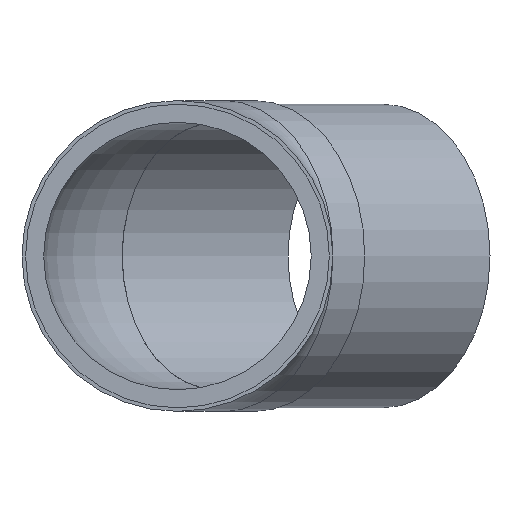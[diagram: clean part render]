
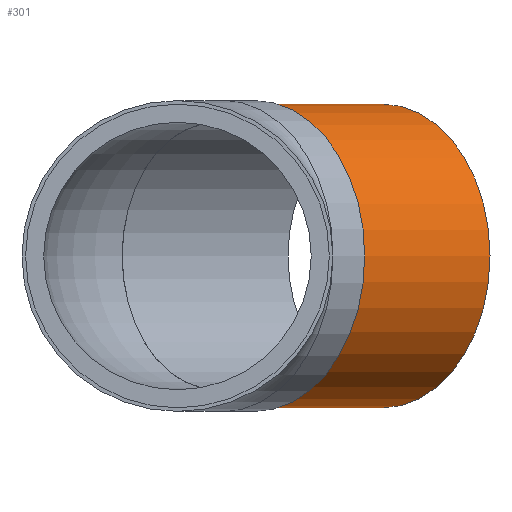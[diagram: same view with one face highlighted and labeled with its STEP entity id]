
A CAD part, front view. The second image highlights one B-rep face of the part: STEP entity #301.
In plain terms, the highlighted cylindrical face has radius 112.5 mm (diameter 225 mm), a full revolution.
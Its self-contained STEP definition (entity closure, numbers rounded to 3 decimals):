
#260=CARTESIAN_POINT('',(-22.274,136.825,0.));
#261=VERTEX_POINT('',#260);
#262=CARTESIAN_POINT('',(57.276,57.276,0.));
#263=DIRECTION('',(0.707,0.707,0.));
#264=DIRECTION('',(-0.707,0.707,0.));
#265=AXIS2_PLACEMENT_3D('',#262,#263,#264);
#266=CIRCLE('',#265,112.5);
#267=EDGE_CURVE('',#261,#261,#266,.T.);
#277=CARTESIAN_POINT('',(72.478,231.577,0.));
#278=VERTEX_POINT('',#277);
#279=CARTESIAN_POINT('',(152.028,152.028,0.));
#280=DIRECTION('',(0.707,0.707,0.));
#281=DIRECTION('',(-0.707,0.707,0.));
#282=AXIS2_PLACEMENT_3D('',#279,#280,#281);
#283=CIRCLE('',#282,112.5);
#284=EDGE_CURVE('',#278,#278,#283,.T.);
#285=ORIENTED_EDGE('',*,*,#284,.F.);
#286=CARTESIAN_POINT('',(25.102,184.201,0.));
#287=DIRECTION('',(0.707,0.707,0.));
#288=VECTOR('',#287,112.5);
#289=LINE('',#286,#288);
#290=EDGE_CURVE('',#261,#278,#289,.T.);
#291=ORIENTED_EDGE('',*,*,#290,.F.);
#292=ORIENTED_EDGE('',*,*,#267,.T.);
#293=ORIENTED_EDGE('',*,*,#290,.T.);
#294=EDGE_LOOP('',(#285,#291,#292,#293));
#295=FACE_OUTER_BOUND('',#294,.T.);
#296=CARTESIAN_POINT('',(104.652,104.652,0.));
#297=DIRECTION('',(0.707,0.707,0.));
#298=DIRECTION('',(-0.707,0.707,0.));
#299=AXIS2_PLACEMENT_3D('',#296,#297,#298);
#300=CYLINDRICAL_SURFACE('',#299,112.5);
#301=ADVANCED_FACE('',(#295),#300,.T.);
